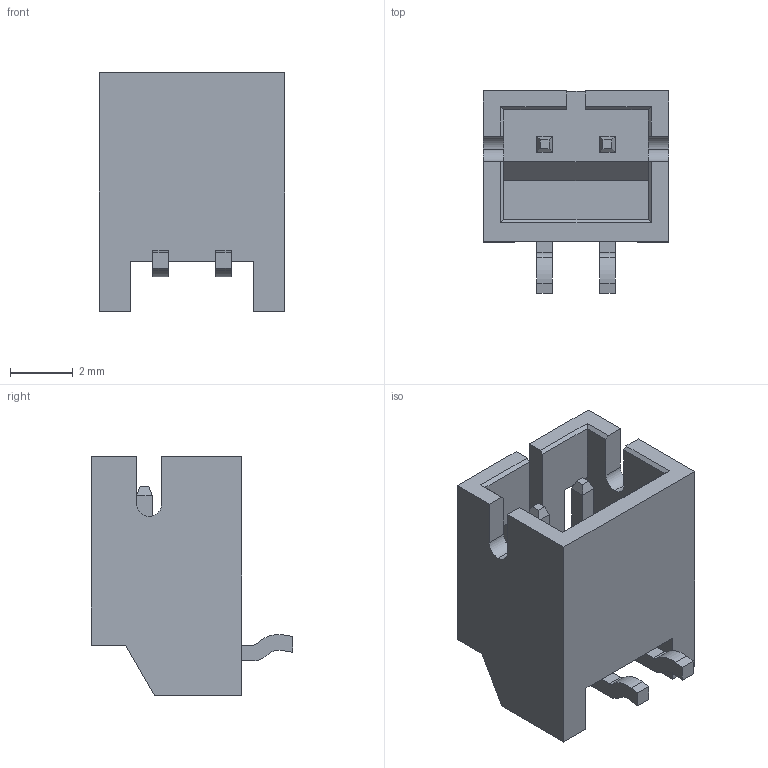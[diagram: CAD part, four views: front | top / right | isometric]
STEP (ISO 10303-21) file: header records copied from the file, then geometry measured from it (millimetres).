
FILE_DESCRIPTION (( 'STEP AP214' ), '1' );
FILE_NAME ('S2B-PH-K-S(LF)(SN)--3DModel-STEP-1.STEP', '2024-11-14T04:49:41', ( '' ), ( '' ), 'SwSTEP 2.0', 'SolidWorks 2024', '' );
FILE_SCHEMA (( 'AUTOMOTIVE_DESIGN' ));
Length unit declared in the file: millimetre
Products named in the file (1): S2B-PH-K-S(LF)(SN)--3DModel-STEP-1
Bounding box: 5.9 x 6.43 x 7.6 mm (x, y, z)
Volume: 103.4 mm3; surface area: 330.4 mm2
Topology: 3 solids, 3 shells, 91 faces, 253 edges, 164 vertices
Faces by surface type: plane 77, cylinder 14
Entity records: 2920 total; most frequent: CARTESIAN_POINT 509, ORIENTED_EDGE 506, DIRECTION 465, EDGE_CURVE 253, LINE 225, VECTOR 225, VERTEX_POINT 164, AXIS2_PLACEMENT_3D 120
